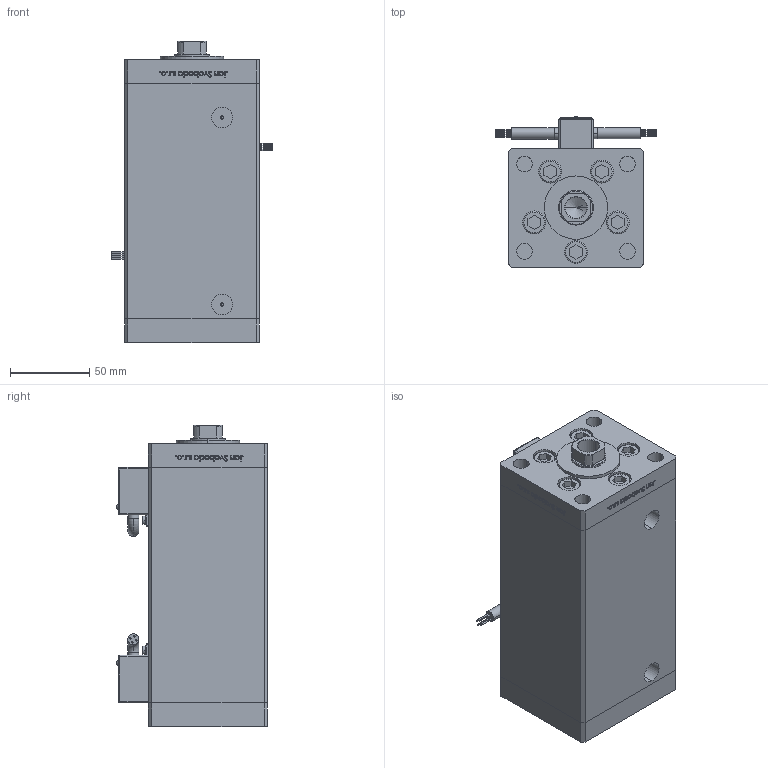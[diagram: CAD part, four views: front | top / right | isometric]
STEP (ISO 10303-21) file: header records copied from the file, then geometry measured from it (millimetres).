
FILE_DESCRIPTION (( 'STEP AP203' ), '1' );
FILE_NAME ('5893.STEP', '2022-04-14T23:52:12', ( '' ), ( '' ), 'SwSTEP 2.0', 'SolidWorks 2019', '' );
FILE_SCHEMA (( 'CONFIG_CONTROL_DESIGN' ));
Length unit declared in the file: millimetre
Products named in the file (7): V220C_VC_B cfb20ab6b69f6b86b4a87a17f8847ecf; ALLEN BOLT cfb20ab6b69f6b86b4a87a17f8847ecf; Magnetic_Switch_MSU4 cfb20ab6b69f6b86b4a87a17f8847ecf; V220C_FRONT_B cfb20ab6b69f6b86b4a87a17f8847ecf; 5893; V220C BACK_B cfb20ab6b69f6b86b4a87a17f8847ecf; V220C_B MIDDLE cfb20ab6b69f6b86b4a87a17f8847ecf
Assembly tree (16 placements, depth 2):
  5893
    V220C_B MIDDLE cfb20ab6b69f6b86b4a87a17f8847ecf
    V220C BACK_B cfb20ab6b69f6b86b4a87a17f8847ecf
    V220C_FRONT_B cfb20ab6b69f6b86b4a87a17f8847ecf
    V220C_VC_B cfb20ab6b69f6b86b4a87a17f8847ecf
    Magnetic_Switch_MSU4 cfb20ab6b69f6b86b4a87a17f8847ecf  x2
    ALLEN BOLT cfb20ab6b69f6b86b4a87a17f8847ecf  x10
Bounding box: 101.6 x 95.1 x 190 mm (x, y, z)
Volume: 1049315.4 mm3; surface area: 171822.4 mm2
Topology: 16 solids, 18 shells, 1389 faces, 3421 edges, 2217 vertices
Faces by surface type: plane 542, bspline 484, cylinder 237, torus 52, cone 50, sphere 24
Entity records: 55239 total; most frequent: CARTESIAN_POINT 30808, ORIENTED_EDGE 5536, DIRECTION 3390, EDGE_CURVE 2768, VERTEX_POINT 1828, LINE 1426, VECTOR 1426, EDGE_LOOP 1270
